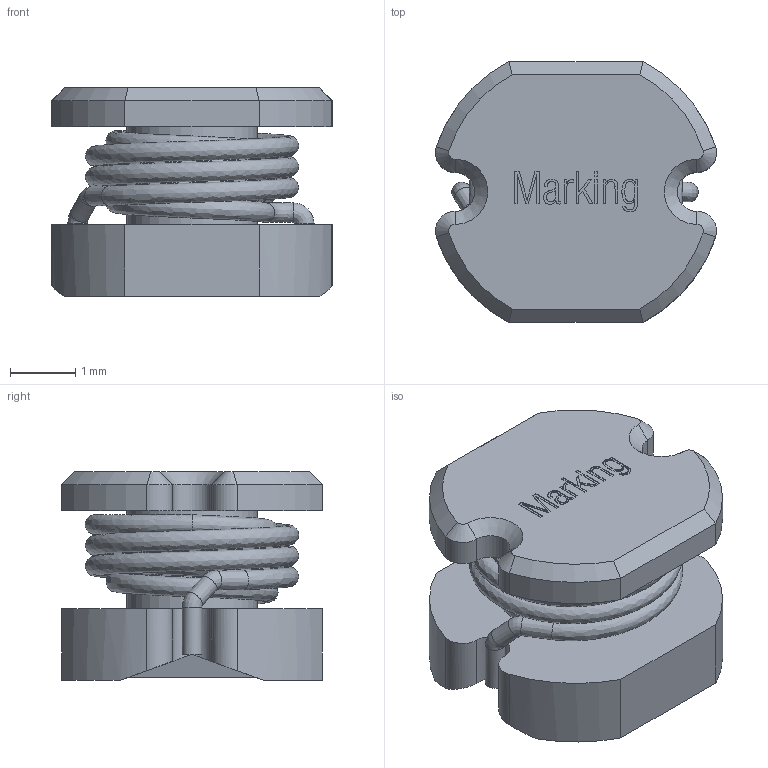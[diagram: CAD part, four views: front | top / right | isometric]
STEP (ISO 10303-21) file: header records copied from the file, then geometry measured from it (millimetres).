
FILE_DESCRIPTION( ( 'Unknown' ), '1' );
FILE_NAME( 'IndPD2A_4532.stp', 'Unknown', ( 'WJelisarow' ), ( 'Würth Elektronik eiSos' ), 'PSStep 14.0', 'Unknown', ' ' );
FILE_SCHEMA( ( 'AUTOMOTIVE_DESIGN { 1 0 10303 214 1 1 1 1 }' ) );
Length unit declared in the file: millimetre
Products named in the file (2): 1; 2
Bounding box: 4.31 x 4 x 3.2 mm (x, y, z)
Volume: 31.6 mm3; surface area: 137.1 mm2
Topology: 2 solids, 2 shells, 141 faces, 389 edges, 264 vertices
Faces by surface type: plane 87, cylinder 22, extrusion 12, cone 10, bspline 10
Full cylindrical faces by diameter (mm): 0.3 x1, 2 x1
Entity records: 7727 total; most frequent: CARTESIAN_POINT 3410, ORIENTED_EDGE 742, DIRECTION 500, EDGE_CURVE 371, VERTEX_POINT 259, AXIS2_PLACEMENT_3D 182, B_SPLINE_CURVE_WITH_KNOTS 169, EDGE_LOOP 168
